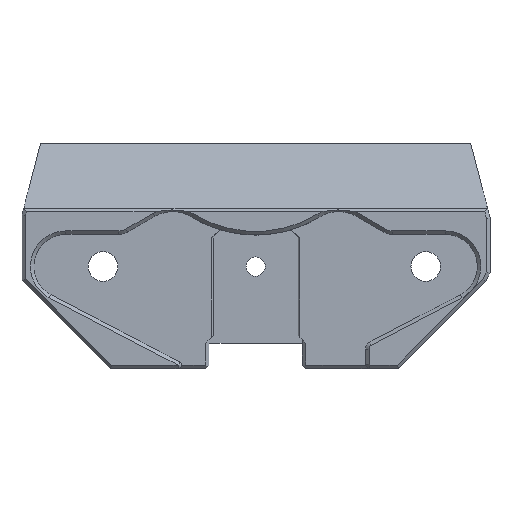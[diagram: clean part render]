
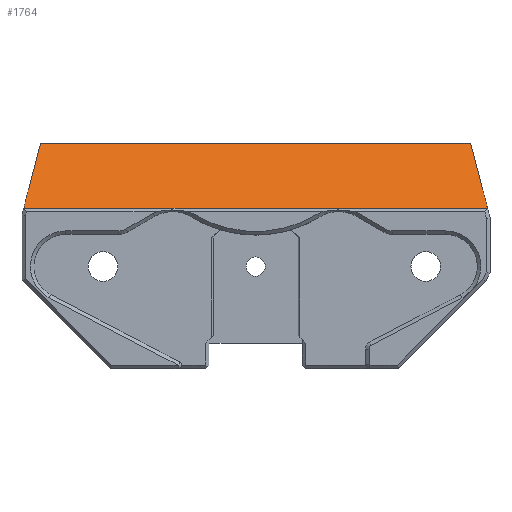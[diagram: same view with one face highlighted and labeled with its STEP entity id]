
A CAD part, top view. The second image highlights one B-rep face of the part: STEP entity #1764.
In plain terms, the highlighted planar face has unit normal (0, 0.705, 0.71).
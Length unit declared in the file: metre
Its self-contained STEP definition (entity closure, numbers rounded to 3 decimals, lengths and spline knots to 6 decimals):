
#120=ORIENTED_EDGE('',*,*,#640,.F.);
#121=ORIENTED_EDGE('',*,*,#641,.F.);
#122=ORIENTED_EDGE('',*,*,#642,.F.);
#123=ORIENTED_EDGE('',*,*,#643,.F.);
#640=EDGE_CURVE('',#900,#901,#1062,.T.);
#641=EDGE_CURVE('',#902,#900,#1063,.T.);
#642=EDGE_CURVE('',#903,#902,#1064,.T.);
#643=EDGE_CURVE('',#901,#903,#1065,.T.);
#900=VERTEX_POINT('',#2581);
#901=VERTEX_POINT('',#2582);
#902=VERTEX_POINT('',#2584);
#903=VERTEX_POINT('',#2586);
#1062=LINE('',#2580,#1262);
#1063=LINE('',#2583,#1263);
#1064=LINE('',#2585,#1264);
#1065=LINE('',#2587,#1265);
#1262=VECTOR('',#2061,1.);
#1263=VECTOR('',#2062,1.);
#1264=VECTOR('',#2063,1.);
#1265=VECTOR('',#2064,1.);
#1447=EDGE_LOOP('',(#120,#121,#122,#123));
#1567=FACE_BOUND('',#1447,.T.);
#1687=PLANE('',#1884);
#1764=ADVANCED_FACE('',(#1567),#1687,.F.);
#1884=AXIS2_PLACEMENT_3D('',#2579,#2059,#2060);
#2059=DIRECTION('',(0.,-0.705,-0.71));
#2060=DIRECTION('',(0.,-0.71,0.705));
#2061=DIRECTION('',(1.,0.,0.));
#2062=DIRECTION('',(0.181,0.698,-0.693));
#2063=DIRECTION('',(-1.,0.,0.));
#2064=DIRECTION('',(0.181,-0.698,0.693));
#2579=CARTESIAN_POINT('',(0.01013,0.010497,0.004803));
#2580=CARTESIAN_POINT('',(0.01013,0.014127,0.0012));
#2581=CARTESIAN_POINT('',(-0.024653,0.014127,0.0012));
#2582=CARTESIAN_POINT('',(0.024653,0.014127,0.0012));
#2583=CARTESIAN_POINT('',(-0.025088,0.012445,0.002869));
#2584=CARTESIAN_POINT('',(-0.026581,0.006673,0.0086));
#2585=CARTESIAN_POINT('',(0.01013,0.006673,0.0086));
#2586=CARTESIAN_POINT('',(0.026581,0.006673,0.0086));
#2587=CARTESIAN_POINT('',(0.025088,0.012445,0.002869));
